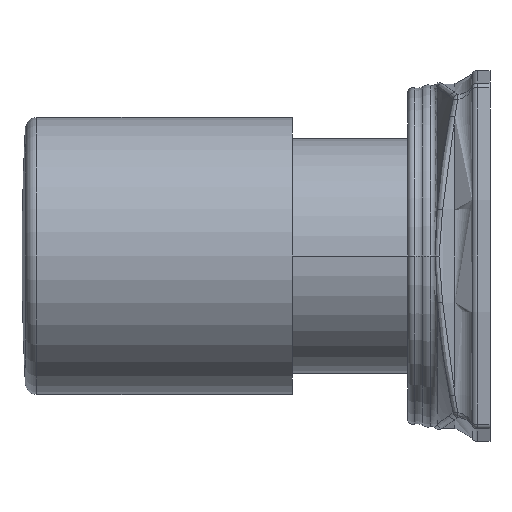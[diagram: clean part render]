
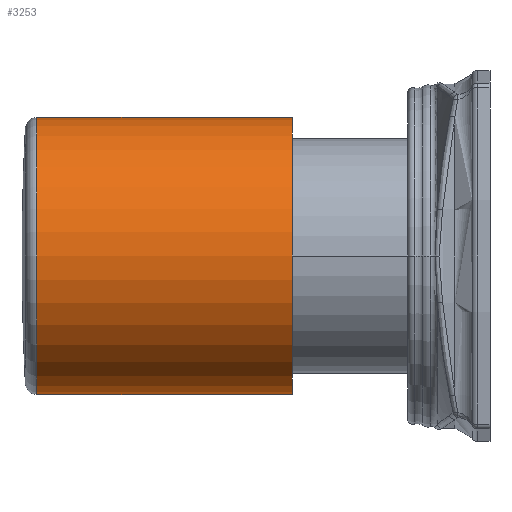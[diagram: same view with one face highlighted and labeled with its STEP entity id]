
A CAD part, left-side view. The second image highlights one B-rep face of the part: STEP entity #3253.
In plain terms, the highlighted cylindrical face has radius 18.161 mm (diameter 36.322 mm), a partial arc.
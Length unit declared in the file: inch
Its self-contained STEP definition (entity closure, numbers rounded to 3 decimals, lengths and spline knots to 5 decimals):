
#892=DIRECTION('',(0.,1.,0.));
#893=VECTOR('',#892,1.31814);
#894=CARTESIAN_POINT('',(0.,1.021,0.715));
#895=LINE('',#894,#893);
#952=CARTESIAN_POINT('',(0.,1.021,0.));
#953=DIRECTION('',(0.,1.,0.));
#954=DIRECTION('',(0.,0.,-1.));
#955=AXIS2_PLACEMENT_3D('',#952,#953,#954);
#957=DIRECTION('',(0.,1.,0.));
#958=VECTOR('',#957,1.31814);
#959=CARTESIAN_POINT('',(0.,1.021,-0.715));
#960=LINE('',#959,#958);
#961=CARTESIAN_POINT('',(0.,2.33914,0.));
#962=DIRECTION('',(0.,-1.,0.));
#963=DIRECTION('',(0.,0.,1.));
#964=AXIS2_PLACEMENT_3D('',#961,#962,#963);
#1310=CARTESIAN_POINT('',(0.,2.33914,0.715));
#1311=CARTESIAN_POINT('',(0.,2.33914,-0.715));
#1312=VERTEX_POINT('',#1310);
#1313=VERTEX_POINT('',#1311);
#1337=CARTESIAN_POINT('',(0.,1.021,0.715));
#1338=CARTESIAN_POINT('',(0.,1.021,-0.715));
#1339=VERTEX_POINT('',#1337);
#1340=VERTEX_POINT('',#1338);
#3241=CARTESIAN_POINT('',(0.,1.021,0.));
#3242=DIRECTION('',(0.,1.,0.));
#3243=DIRECTION('',(0.,0.,1.));
#3244=AXIS2_PLACEMENT_3D('',#3241,#3242,#3243);
#3245=CYLINDRICAL_SURFACE('',#3244,0.715);
#3246=ORIENTED_EDGE('',*,*,#3210,.F.);
#3247=ORIENTED_EDGE('',*,*,#3236,.T.);
#3249=ORIENTED_EDGE('',*,*,#3248,.F.);
#3250=ORIENTED_EDGE('',*,*,#3226,.F.);
#3251=EDGE_LOOP('',(#3246,#3247,#3249,#3250));
#3252=FACE_OUTER_BOUND('',#3251,.F.);
#3253=ADVANCED_FACE('',(#3252),#3245,.T.);
#956=CIRCLE('',#955,0.715);
#965=CIRCLE('',#964,0.715);
#3210=EDGE_CURVE('',#1340,#1339,#956,.T.);
#3226=EDGE_CURVE('',#1339,#1312,#895,.T.);
#3236=EDGE_CURVE('',#1340,#1313,#960,.T.);
#3248=EDGE_CURVE('',#1312,#1313,#965,.T.);
